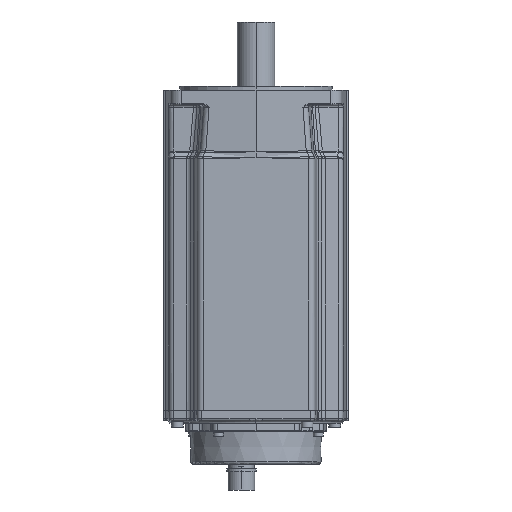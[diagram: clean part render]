
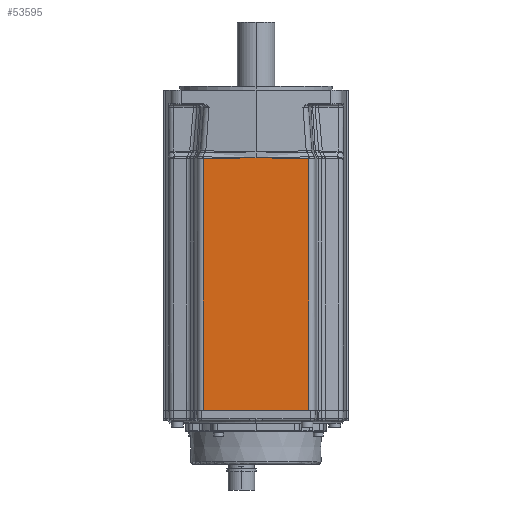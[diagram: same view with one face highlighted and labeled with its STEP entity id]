
A CAD part, front view. The second image highlights one B-rep face of the part: STEP entity #53595.
In plain terms, the highlighted planar face has unit normal (0, -1, 0).
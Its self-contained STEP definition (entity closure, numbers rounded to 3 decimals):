
#4011=CARTESIAN_POINT('',(-45.147,-77.5,
201.565));
#4035=DIRECTION('',(0.,0.,-1.));
#4036=VECTOR('',#4035,214.465);
#4037=CARTESIAN_POINT('',(-45.147,-77.5,
201.565));
#4038=LINE('',#4037,#4036);
#4875=DIRECTION('',(1.,0.,0.));
#4876=VECTOR('',#4875,90.294);
#4877=CARTESIAN_POINT('',(-45.147,-77.5,-12.9));
#4878=LINE('',#4877,#4876);
#4879=CARTESIAN_POINT('',(0.,-77.5,202.4));
#4880=CARTESIAN_POINT('',(-5.549,-77.5,202.29));
#4881=CARTESIAN_POINT('',(-16.294,-77.5,
202.075));
#4882=CARTESIAN_POINT('',(-31.403,-77.5,
201.792));
#4883=CARTESIAN_POINT('',(-40.69,-77.5,
201.636));
#4884=CARTESIAN_POINT('',(-45.147,-77.5,
201.565));
#4907=CARTESIAN_POINT('',(45.147,-77.5,201.565));
#4908=CARTESIAN_POINT('',(40.69,-77.5,201.636));
#4909=CARTESIAN_POINT('',(31.403,-77.5,201.792));
#4910=CARTESIAN_POINT('',(16.294,-77.5,202.075));
#4911=CARTESIAN_POINT('',(5.549,-77.5,202.29));
#4912=CARTESIAN_POINT('',(0.,-77.5,202.4));
#5813=DIRECTION('',(0.,0.,1.));
#5814=VECTOR('',#5813,214.465);
#5815=CARTESIAN_POINT('',(45.147,-77.5,-12.9));
#5816=LINE('',#5815,#5814);
#42199=VERTEX_POINT('',#4011);
#42201=VERTEX_POINT('',#4879);
#42203=VERTEX_POINT('',#4907);
#42464=CARTESIAN_POINT('',(-45.147,-77.5,-12.9));
#42465=CARTESIAN_POINT('',(45.147,-77.5,-12.9));
#42466=VERTEX_POINT('',#42464);
#42467=VERTEX_POINT('',#42465);
#53580=CARTESIAN_POINT('',(-77.5,-77.5,261.9));
#53581=DIRECTION('',(0.,-1.,0.));
#53582=DIRECTION('',(1.,0.,0.));
#53583=AXIS2_PLACEMENT_3D('',#53580,#53581,#53582);
#53584=PLANE('',#53583);
#53585=ORIENTED_EDGE('',*,*,#53567,.F.);
#53586=ORIENTED_EDGE('',*,*,#52350,.F.);
#53588=ORIENTED_EDGE('',*,*,#53587,.F.);
#53590=ORIENTED_EDGE('',*,*,#53589,.F.);
#53592=ORIENTED_EDGE('',*,*,#53591,.F.);
#53593=EDGE_LOOP('',(#53585,#53586,#53588,#53590,#53592));
#53594=FACE_OUTER_BOUND('',#53593,.F.);
#53595=ADVANCED_FACE('',(#53594),#53584,.T.);
#4885=B_SPLINE_CURVE_WITH_KNOTS('',3,(#4879,#4880,#4881,#4882,#4883,#4884),
.UNSPECIFIED.,.F.,.F.,(4,1,1,4),(0.,0.333,0.667,1.),
.UNSPECIFIED.);
#4913=B_SPLINE_CURVE_WITH_KNOTS('',3,(#4907,#4908,#4909,#4910,#4911,#4912),
.UNSPECIFIED.,.F.,.F.,(4,1,1,4),(0.,0.333,0.667,1.),
.UNSPECIFIED.);
#52350=EDGE_CURVE('',#42199,#42466,#4038,.T.);
#53567=EDGE_CURVE('',#42466,#42467,#4878,.T.);
#53587=EDGE_CURVE('',#42201,#42199,#4885,.T.);
#53589=EDGE_CURVE('',#42203,#42201,#4913,.T.);
#53591=EDGE_CURVE('',#42467,#42203,#5816,.T.);
